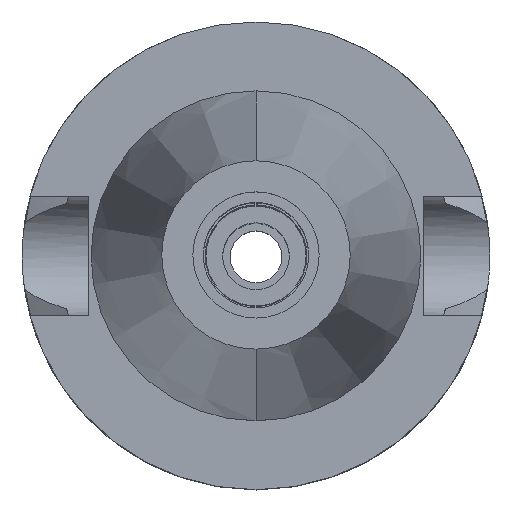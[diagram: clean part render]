
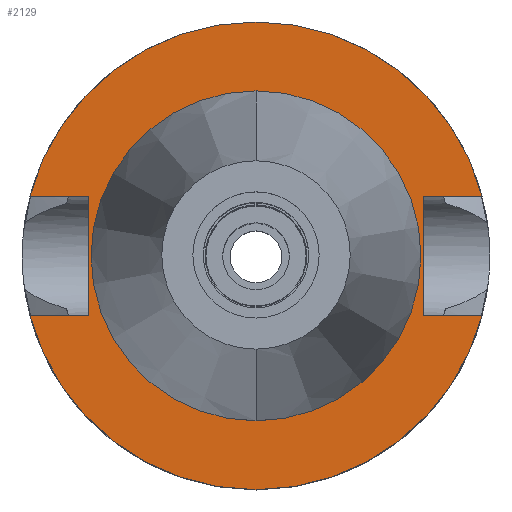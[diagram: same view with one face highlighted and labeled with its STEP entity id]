
A CAD part, top view. The second image highlights one B-rep face of the part: STEP entity #2129.
In plain terms, the highlighted planar face has unit normal (0, 0, 1).
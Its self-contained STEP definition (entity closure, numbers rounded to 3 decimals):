
#868=DIRECTION('',(1.,0.,0.));
#869=VECTOR('',#868,7.954);
#870=CARTESIAN_POINT('',(22.5,8.05,-1.));
#871=LINE('',#870,#869);
#885=DIRECTION('',(0.,1.,0.));
#886=VECTOR('',#885,16.1);
#887=CARTESIAN_POINT('',(22.5,-8.05,-1.));
#888=LINE('',#887,#886);
#922=DIRECTION('',(-1.,0.,0.));
#923=VECTOR('',#922,7.954);
#924=CARTESIAN_POINT('',(-22.5,8.05,-1.));
#925=LINE('',#924,#923);
#929=CARTESIAN_POINT('',(0.,0.,-1.));
#930=DIRECTION('',(0.,0.,-1.));
#931=DIRECTION('',(-0.967,0.256,0.));
#932=AXIS2_PLACEMENT_3D('',#929,#930,#931);
#937=CARTESIAN_POINT('',(0.,0.,-1.));
#938=DIRECTION('',(0.,0.,-1.));
#939=DIRECTION('',(0.,1.,0.));
#940=AXIS2_PLACEMENT_3D('',#937,#938,#939);
#945=DIRECTION('',(1.,0.,0.));
#946=VECTOR('',#945,7.954);
#947=CARTESIAN_POINT('',(22.5,-8.05,-1.));
#948=LINE('',#947,#946);
#952=CARTESIAN_POINT('',(0.,0.,-1.));
#953=DIRECTION('',(0.,0.,-1.));
#954=DIRECTION('',(0.967,-0.256,0.));
#955=AXIS2_PLACEMENT_3D('',#952,#953,#954);
#960=CARTESIAN_POINT('',(0.,0.,-1.));
#961=DIRECTION('',(0.,0.,-1.));
#962=DIRECTION('',(0.,-1.,0.));
#963=AXIS2_PLACEMENT_3D('',#960,#961,#962);
#968=CARTESIAN_POINT('',(0.,0.,-1.));
#969=DIRECTION('',(0.,0.,1.));
#970=DIRECTION('',(0.,-1.,0.));
#971=AXIS2_PLACEMENT_3D('',#968,#969,#970);
#976=CARTESIAN_POINT('',(0.,0.,-1.));
#977=DIRECTION('',(0.,0.,1.));
#978=DIRECTION('',(0.,1.,0.));
#979=AXIS2_PLACEMENT_3D('',#976,#977,#978);
#984=DIRECTION('',(0.,-1.,0.));
#985=VECTOR('',#984,16.1);
#986=CARTESIAN_POINT('',(-22.5,8.05,-1.));
#987=LINE('',#986,#985);
#1021=DIRECTION('',(-1.,0.,0.));
#1022=VECTOR('',#1021,7.954);
#1023=CARTESIAN_POINT('',(-22.5,-8.05,-1.));
#1024=LINE('',#1023,#1022);
#1303=CARTESIAN_POINT('',(-22.5,-8.05,-1.));
#1304=VERTEX_POINT('',#1303);
#1305=CARTESIAN_POINT('',(-30.454,-8.05,-1.));
#1306=VERTEX_POINT('',#1305);
#1309=CARTESIAN_POINT('',(-22.5,8.05,-1.));
#1310=VERTEX_POINT('',#1309);
#1311=CARTESIAN_POINT('',(-30.454,8.05,-1.));
#1312=VERTEX_POINT('',#1311);
#1313=CARTESIAN_POINT('',(0.,31.5,-1.));
#1314=CARTESIAN_POINT('',(30.454,8.05,-1.));
#1315=VERTEX_POINT('',#1313);
#1316=VERTEX_POINT('',#1314);
#1317=CARTESIAN_POINT('',(22.5,8.05,-1.));
#1318=VERTEX_POINT('',#1317);
#1319=CARTESIAN_POINT('',(22.5,-8.05,-1.));
#1320=VERTEX_POINT('',#1319);
#1321=CARTESIAN_POINT('',(30.454,-8.05,-1.));
#1322=VERTEX_POINT('',#1321);
#1323=CARTESIAN_POINT('',(0.,-31.5,-1.));
#1324=VERTEX_POINT('',#1323);
#1325=CARTESIAN_POINT('',(0.,-22.225,-1.));
#1326=CARTESIAN_POINT('',(0.,22.225,-1.));
#1327=VERTEX_POINT('',#1325);
#1328=VERTEX_POINT('',#1326);
#2099=CARTESIAN_POINT('',(0.,0.,-1.));
#2100=DIRECTION('',(0.,0.,-1.));
#2101=DIRECTION('',(0.,-1.,0.));
#2102=AXIS2_PLACEMENT_3D('',#2099,#2100,#2101);
#2103=PLANE('',#2102);
#2105=ORIENTED_EDGE('',*,*,#2104,.F.);
#2106=ORIENTED_EDGE('',*,*,#2042,.T.);
#2108=ORIENTED_EDGE('',*,*,#2107,.T.);
#2110=ORIENTED_EDGE('',*,*,#2109,.T.);
#2111=ORIENTED_EDGE('',*,*,#2076,.F.);
#2112=ORIENTED_EDGE('',*,*,#2089,.F.);
#2114=ORIENTED_EDGE('',*,*,#2113,.T.);
#2116=ORIENTED_EDGE('',*,*,#2115,.T.);
#2118=ORIENTED_EDGE('',*,*,#2117,.T.);
#2120=ORIENTED_EDGE('',*,*,#2119,.F.);
#2121=EDGE_LOOP('',(#2105,#2106,#2108,#2110,#2111,#2112,#2114,#2116,#2118,
#2120));
#2122=FACE_OUTER_BOUND('',#2121,.F.);
#2124=ORIENTED_EDGE('',*,*,#2123,.T.);
#2126=ORIENTED_EDGE('',*,*,#2125,.T.);
#2127=EDGE_LOOP('',(#2124,#2126));
#2128=FACE_BOUND('',#2127,.F.);
#933=CIRCLE('',#932,31.5);
#941=CIRCLE('',#940,31.5);
#956=CIRCLE('',#955,31.5);
#964=CIRCLE('',#963,31.5);
#972=CIRCLE('',#971,22.225);
#980=CIRCLE('',#979,22.225);
#2042=EDGE_CURVE('',#1310,#1312,#925,.T.);
#2076=EDGE_CURVE('',#1318,#1316,#871,.T.);
#2089=EDGE_CURVE('',#1320,#1318,#888,.T.);
#2104=EDGE_CURVE('',#1310,#1304,#987,.T.);
#2107=EDGE_CURVE('',#1312,#1315,#933,.T.);
#2109=EDGE_CURVE('',#1315,#1316,#941,.T.);
#2113=EDGE_CURVE('',#1320,#1322,#948,.T.);
#2115=EDGE_CURVE('',#1322,#1324,#956,.T.);
#2117=EDGE_CURVE('',#1324,#1306,#964,.T.);
#2119=EDGE_CURVE('',#1304,#1306,#1024,.T.);
#2123=EDGE_CURVE('',#1327,#1328,#972,.T.);
#2125=EDGE_CURVE('',#1328,#1327,#980,.T.);
#2129=ADVANCED_FACE('',(#2122,#2128),#2103,.F.);
